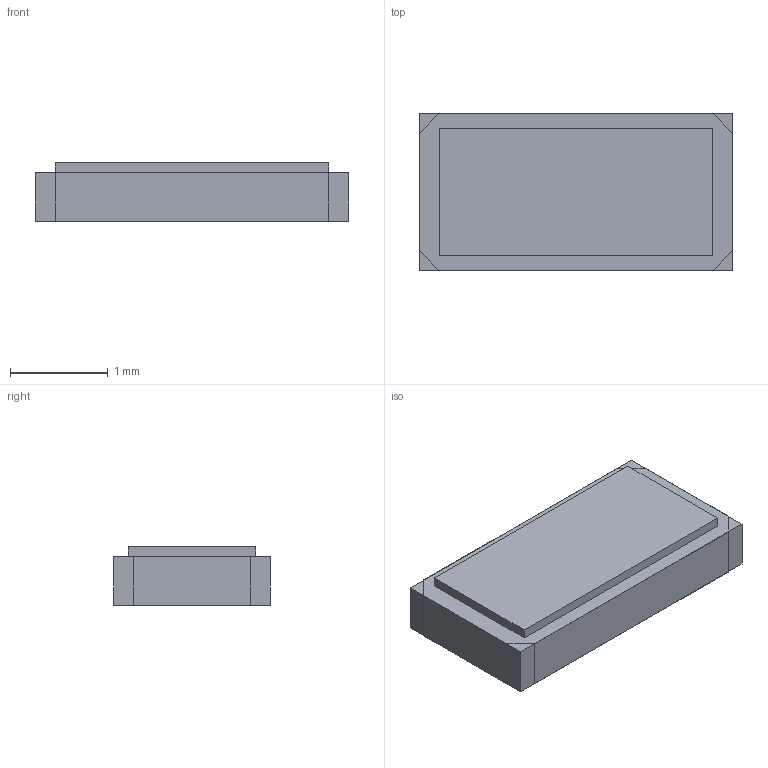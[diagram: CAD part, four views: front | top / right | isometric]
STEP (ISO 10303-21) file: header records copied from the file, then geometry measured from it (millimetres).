
FILE_DESCRIPTION(('FreeCAD Model'),'2;1');
FILE_NAME('Open CASCADE Shape Model','2023-02-26T17:00:13',('Author'),( ''),'Open CASCADE STEP processor 7.6','FreeCAD','Unknown');
FILE_SCHEMA(('AUTOMOTIVE_DESIGN { 1 0 10303 214 1 1 1 1 }'));
Length unit declared in the file: millimetre
Products named in the file (8): Unnamed; Body; Pad001; Chamfer003; Chamfer002; Chamfer001; Pad; Chamfer
Assembly tree (7 placements, depth 2):
  Unnamed
    Body
    Pad001
    Chamfer003
    Chamfer002
    Chamfer001
    Pad
    Chamfer
Bounding box: 3.2 x 1.6 x 0.6 mm (x, y, z)
Surface area: 105.1 mm2
Topology: 7 solids, 7 shells, 70 faces, 162 edges, 108 vertices
Faces by surface type: plane 70
Entity records: 4248 total; most frequent: CARTESIAN_POINT 672, DIRECTION 642, LINE 486, VECTOR 486, ORIENTED_EDGE 324, PCURVE 324, DEFINITIONAL_REPRESENTATION 324, EDGE_CURVE 162
